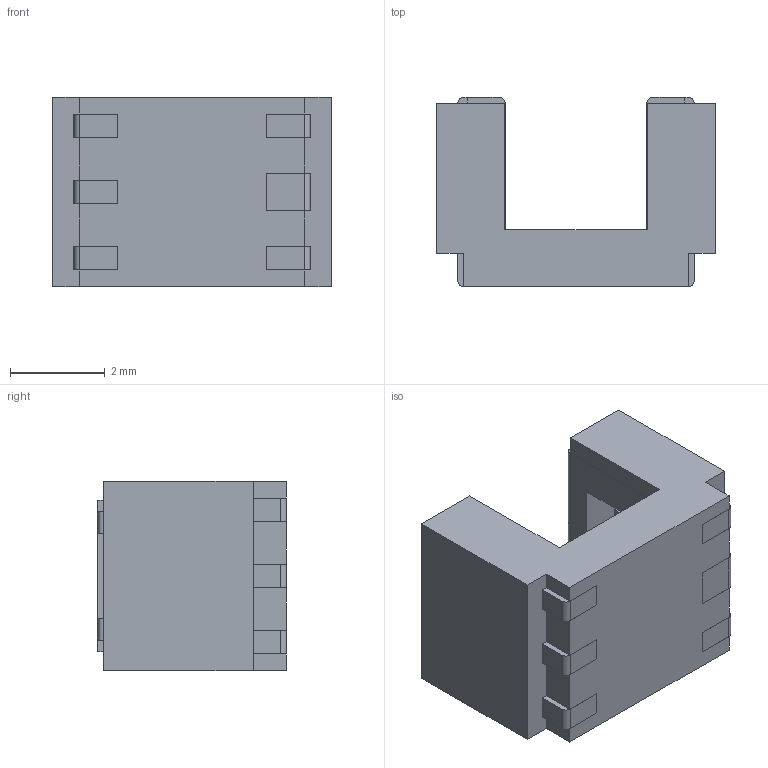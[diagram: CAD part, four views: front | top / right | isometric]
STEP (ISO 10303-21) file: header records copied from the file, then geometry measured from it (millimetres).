
FILE_DESCRIPTION(/* description */ ('STEP AP242','CAx-IF Rec.Pracs.---Representation and Presentation of Product Manufacturing Information (PMI)---4.0---2014-10-13','CAx-IF Rec.Pracs.---3D Tessellated Geometry---0.4---2014-09-14','2;1'),/* implementation_level */ '2;1');
FILE_NAME(/* name */ '63ef65c86a6e6b34e6e9ae98',/* time_stamp */ '2023-02-17T11:32:26+00:00',/* author */ (''),/* organization */ (''),/* preprocessor_version */ 'ST-DEVELOPER v18.102',/* originating_system */ ' ',/* authorisation */ ' ');
FILE_SCHEMA (('AP242_MANAGED_MODEL_BASED_3D_ENGINEERING_MIM_LF { 1 0 10303 442 1 1 4 }'));
Length unit declared in the file: metre
Products named in the file (1): 6.541-5061.1-3D-KUNDE
Bounding box: 5.9 x 4 x 4 mm (x, y, z)
Volume: 53.3 mm3; surface area: 146 mm2
Topology: 1 solids, 1 shells, 120 faces, 336 edges, 224 vertices
Faces by surface type: plane 108, cylinder 12
Entity records: 3830 total; most frequent: CARTESIAN_POINT 681, ORIENTED_EDGE 672, DIRECTION 602, EDGE_CURVE 336, LINE 312, VECTOR 312, VERTEX_POINT 224, AXIS2_PLACEMENT_3D 145
